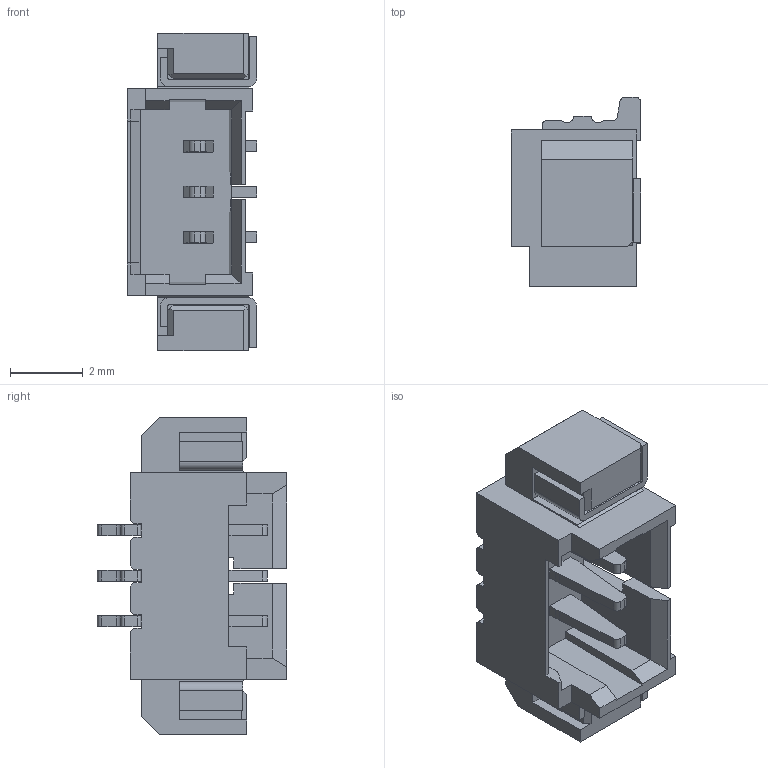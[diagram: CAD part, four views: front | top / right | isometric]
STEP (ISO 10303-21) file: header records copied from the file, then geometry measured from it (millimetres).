
FILE_DESCRIPTION(('Creo Elements/Direct Modeling STEP Export'),'2;1');
FILE_NAME('3P-卧贴.stp','2021-07-05T14:33:42',(''),(''),'PTC Creo Elements/Direct Modeling STEP processor for AP214 (Solid Model)','PTC Creo Elements/Direct Modeling 19.0 09-May-2014 (C) Parametric Technology GmbH','');
FILE_SCHEMA(('AUTOMOTIVE_DESIGN { 1 0 10303 214 1 1 1 1 }'));
Length unit declared in the file: millimetre
Products named in the file (5): 3P-卧贴; DWP; 端子1; DWP.1
Assembly tree (6 placements, depth 2):
  3P-卧贴
    端子1  x3
    DWP.1
    DWP
    3P-卧贴
Bounding box: 3.56 x 5.21 x 8.72 mm (x, y, z)
Volume: 63.4 mm3; surface area: 271.2 mm2
Topology: 6 solids, 6 shells, 321 faces, 915 edges, 608 vertices
Faces by surface type: plane 231, cylinder 90
Entity records: 7786 total; most frequent: CARTESIAN_POINT 1361, ORIENTED_EDGE 1350, DIRECTION 1255, EDGE_CURVE 675, VECTOR 571, LINE 571, VERTEX_POINT 448, AXIS2_PLACEMENT_3D 342
